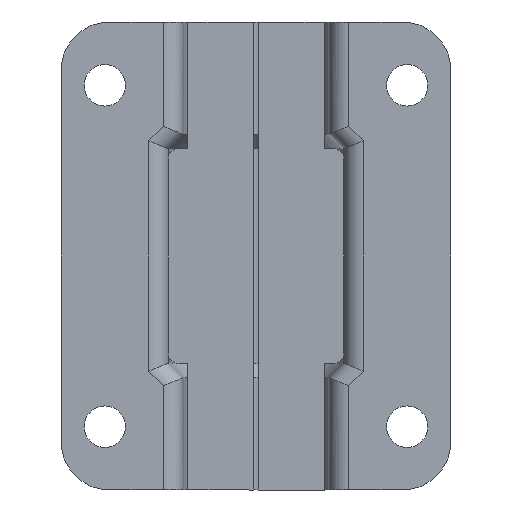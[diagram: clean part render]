
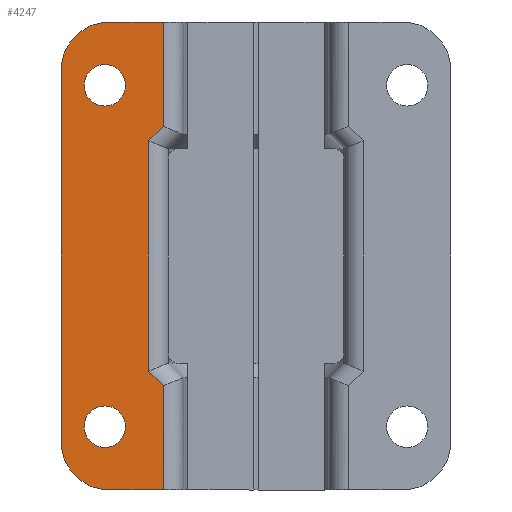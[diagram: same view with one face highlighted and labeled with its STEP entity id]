
A CAD part, front view. The second image highlights one B-rep face of the part: STEP entity #4247.
In plain terms, the highlighted planar face has unit normal (0, -1, 0).
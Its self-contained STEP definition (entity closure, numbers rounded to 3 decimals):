
#10 = DIRECTION ( 'NONE',  ( 0., 0., -1. ) ) ;
#21 = VERTEX_POINT ( 'NONE', #1900 ) ;
#102 = DIRECTION ( 'NONE',  ( 0., 0., 1. ) ) ;
#132 = DIRECTION ( 'NONE',  ( 0.707, 0., 0.707 ) ) ;
#165 = AXIS2_PLACEMENT_3D ( 'NONE', #1167, #3739, #3299 ) ;
#263 = DIRECTION ( 'NONE',  ( -0.707, 0., 0.707 ) ) ;
#295 = CARTESIAN_POINT ( 'NONE',  ( -17., -22., -48. ) ) ;
#301 = ORIENTED_EDGE ( 'NONE', *, *, #1010, .T. ) ;
#309 = VECTOR ( 'NONE', #102, 1000. ) ;
#340 = DIRECTION ( 'NONE',  ( 1., 0., 0. ) ) ;
#357 = DIRECTION ( 'NONE',  ( 0., -1., 0. ) ) ;
#396 = ORIENTED_EDGE ( 'NONE', *, *, #3742, .T. ) ;
#465 = CARTESIAN_POINT ( 'NONE',  ( -40., -22., -38. ) ) ;
#471 = VERTEX_POINT ( 'NONE', #541 ) ;
#541 = CARTESIAN_POINT ( 'NONE',  ( -19., -22., -26.628 ) ) ;
#557 = CARTESIAN_POINT ( 'NONE',  ( -19., -22., 0. ) ) ;
#583 = CARTESIAN_POINT ( 'NONE',  ( -22.814, -22., 22.814 ) ) ;
#605 = DIRECTION ( 'NONE',  ( -1., 0., 0. ) ) ;
#629 = EDGE_CURVE ( 'NONE', #2024, #2862, #3057, .T. ) ;
#708 = CARTESIAN_POINT ( 'NONE',  ( -22.814, -22., -22.814 ) ) ;
#788 = DIRECTION ( 'NONE',  ( 0., -1., 0. ) ) ;
#812 = CARTESIAN_POINT ( 'NONE',  ( -30., -22., -38. ) ) ;
#917 = LINE ( 'NONE', #465, #2798 ) ;
#965 = VERTEX_POINT ( 'NONE', #3606 ) ;
#973 = EDGE_CURVE ( 'NONE', #3651, #4009, #1388, .T. ) ;
#1005 = LINE ( 'NONE', #557, #309 ) ;
#1010 = EDGE_CURVE ( 'NONE', #3213, #1811, #3408, .T. ) ;
#1020 = AXIS2_PLACEMENT_3D ( 'NONE', #2397, #1050, #605 ) ;
#1028 = LINE ( 'NONE', #583, #2677 ) ;
#1032 = DIRECTION ( 'NONE',  ( -1., 0., 0. ) ) ;
#1050 = DIRECTION ( 'NONE',  ( 0., -1., 0. ) ) ;
#1125 = VECTOR ( 'NONE', #263, 1000. ) ;
#1135 = DIRECTION ( 'NONE',  ( 1., 0., 0. ) ) ;
#1162 = LINE ( 'NONE', #708, #1125 ) ;
#1167 = CARTESIAN_POINT ( 'NONE',  ( -31., -22., -35. ) ) ;
#1246 = CARTESIAN_POINT ( 'NONE',  ( 0., -22., 0. ) ) ;
#1247 = ORIENTED_EDGE ( 'NONE', *, *, #973, .F. ) ;
#1277 = FACE_BOUND ( 'NONE', #2235, .T. ) ;
#1299 = EDGE_LOOP ( 'NONE', ( #2135, #4040 ) ) ;
#1312 = CARTESIAN_POINT ( 'NONE',  ( -30., -22., 48. ) ) ;
#1366 = CARTESIAN_POINT ( 'NONE',  ( -35.25, -22., -35. ) ) ;
#1368 = DIRECTION ( 'NONE',  ( 1., 0., 0. ) ) ;
#1388 = CIRCLE ( 'NONE', #4005, 4.25 ) ;
#1464 = VERTEX_POINT ( 'NONE', #1366 ) ;
#1465 = EDGE_CURVE ( 'NONE', #2862, #3213, #917, .T. ) ;
#1485 = CARTESIAN_POINT ( 'NONE',  ( 17., -22., 48. ) ) ;
#1498 = FACE_OUTER_BOUND ( 'NONE', #3971, .T. ) ;
#1587 = DIRECTION ( 'NONE',  ( 0., -1., 0. ) ) ;
#1692 = PLANE ( 'NONE',  #2181 ) ;
#1717 = CARTESIAN_POINT ( 'NONE',  ( -26.75, -22., 35. ) ) ;
#1780 = CIRCLE ( 'NONE', #165, 4.25 ) ;
#1811 = VERTEX_POINT ( 'NONE', #2361 ) ;
#1815 = VECTOR ( 'NONE', #4226, 1000. ) ;
#1826 = DIRECTION ( 'NONE',  ( 0., -1., 0. ) ) ;
#1876 = VECTOR ( 'NONE', #1937, 1000. ) ;
#1900 = CARTESIAN_POINT ( 'NONE',  ( -22., -22., 23.628 ) ) ;
#1937 = DIRECTION ( 'NONE',  ( 0., 0., 1. ) ) ;
#1938 = CARTESIAN_POINT ( 'NONE',  ( -19., -22., -48. ) ) ;
#1960 = FACE_BOUND ( 'NONE', #1299, .T. ) ;
#1971 = ORIENTED_EDGE ( 'NONE', *, *, #2305, .T. ) ;
#1985 = CARTESIAN_POINT ( 'NONE',  ( -19., -22., 48. ) ) ;
#1993 = DIRECTION ( 'NONE',  ( 1., 0., 0. ) ) ;
#1997 = ORIENTED_EDGE ( 'NONE', *, *, #3857, .T. ) ;
#2024 = VERTEX_POINT ( 'NONE', #1312 ) ;
#2135 = ORIENTED_EDGE ( 'NONE', *, *, #2807, .F. ) ;
#2181 = AXIS2_PLACEMENT_3D ( 'NONE', #1246, #788, #340 ) ;
#2235 = EDGE_LOOP ( 'NONE', ( #1247, #2412 ) ) ;
#2270 = CARTESIAN_POINT ( 'NONE',  ( -31., -22., 35. ) ) ;
#2305 = EDGE_CURVE ( 'NONE', #3298, #2024, #3280, .T. ) ;
#2361 = CARTESIAN_POINT ( 'NONE',  ( -30., -22., -48. ) ) ;
#2372 = CARTESIAN_POINT ( 'NONE',  ( -19., -22., 0. ) ) ;
#2395 = ORIENTED_EDGE ( 'NONE', *, *, #3885, .T. ) ;
#2397 = CARTESIAN_POINT ( 'NONE',  ( -30., -22., 38. ) ) ;
#2412 = ORIENTED_EDGE ( 'NONE', *, *, #2889, .F. ) ;
#2428 = DIRECTION ( 'NONE',  ( 0., -1., 0. ) ) ;
#2478 = CARTESIAN_POINT ( 'NONE',  ( -31., -22., -35. ) ) ;
#2479 = CARTESIAN_POINT ( 'NONE',  ( -22., -22., -23.628 ) ) ;
#2541 = LINE ( 'NONE', #295, #1815 ) ;
#2677 = VECTOR ( 'NONE', #132, 1000. ) ;
#2712 = CARTESIAN_POINT ( 'NONE',  ( -26.75, -22., -35. ) ) ;
#2715 = ORIENTED_EDGE ( 'NONE', *, *, #1465, .T. ) ;
#2798 = VECTOR ( 'NONE', #10, 1000. ) ;
#2807 = EDGE_CURVE ( 'NONE', #3154, #1464, #1780, .T. ) ;
#2818 = LINE ( 'NONE', #2372, #1876 ) ;
#2862 = VERTEX_POINT ( 'NONE', #4324 ) ;
#2880 = AXIS2_PLACEMENT_3D ( 'NONE', #4225, #2428, #1993 ) ;
#2889 = EDGE_CURVE ( 'NONE', #4009, #3651, #4124, .T. ) ;
#2978 = ORIENTED_EDGE ( 'NONE', *, *, #4008, .T. ) ;
#3014 = AXIS2_PLACEMENT_3D ( 'NONE', #2478, #1587, #1135 ) ;
#3057 = CIRCLE ( 'NONE', #1020, 10. ) ;
#3060 = DIRECTION ( 'NONE',  ( 0., 0., 1. ) ) ;
#3123 = EDGE_CURVE ( 'NONE', #1464, #3154, #4136, .T. ) ;
#3148 = VERTEX_POINT ( 'NONE', #1938 ) ;
#3154 = VERTEX_POINT ( 'NONE', #2712 ) ;
#3208 = EDGE_CURVE ( 'NONE', #471, #4252, #1162, .T. ) ;
#3213 = VERTEX_POINT ( 'NONE', #3735 ) ;
#3280 = LINE ( 'NONE', #1485, #3416 ) ;
#3298 = VERTEX_POINT ( 'NONE', #1985 ) ;
#3299 = DIRECTION ( 'NONE',  ( 1., 0., 0. ) ) ;
#3322 = CARTESIAN_POINT ( 'NONE',  ( -35.25, -22., 35. ) ) ;
#3356 = VECTOR ( 'NONE', #3060, 1000. ) ;
#3408 = CIRCLE ( 'NONE', #4180, 10. ) ;
#3416 = VECTOR ( 'NONE', #1032, 1000. ) ;
#3489 = ORIENTED_EDGE ( 'NONE', *, *, #629, .T. ) ;
#3513 = CARTESIAN_POINT ( 'NONE',  ( -22., -22., 0. ) ) ;
#3603 = EDGE_CURVE ( 'NONE', #965, #3298, #2818, .T. ) ;
#3606 = CARTESIAN_POINT ( 'NONE',  ( -19., -22., 26.628 ) ) ;
#3651 = VERTEX_POINT ( 'NONE', #1717 ) ;
#3735 = CARTESIAN_POINT ( 'NONE',  ( -40., -22., -38. ) ) ;
#3739 = DIRECTION ( 'NONE',  ( 0., -1., 0. ) ) ;
#3742 = EDGE_CURVE ( 'NONE', #3148, #471, #1005, .T. ) ;
#3857 = EDGE_CURVE ( 'NONE', #21, #965, #1028, .T. ) ;
#3885 = EDGE_CURVE ( 'NONE', #4252, #21, #3958, .T. ) ;
#3958 = LINE ( 'NONE', #3513, #3356 ) ;
#3971 = EDGE_LOOP ( 'NONE', ( #2978, #396, #4258, #2395, #1997, #4265, #1971, #3489, #2715, #301 ) ) ;
#4005 = AXIS2_PLACEMENT_3D ( 'NONE', #2270, #1826, #1368 ) ;
#4008 = EDGE_CURVE ( 'NONE', #1811, #3148, #2541, .T. ) ;
#4009 = VERTEX_POINT ( 'NONE', #3322 ) ;
#4040 = ORIENTED_EDGE ( 'NONE', *, *, #3123, .F. ) ;
#4124 = CIRCLE ( 'NONE', #2880, 4.25 ) ;
#4136 = CIRCLE ( 'NONE', #3014, 4.25 ) ;
#4180 = AXIS2_PLACEMENT_3D ( 'NONE', #812, #357, #4291 ) ;
#4225 = CARTESIAN_POINT ( 'NONE',  ( -31., -22., 35. ) ) ;
#4226 = DIRECTION ( 'NONE',  ( 1., 0., 0. ) ) ;
#4247 = ADVANCED_FACE ( 'NONE', ( #1498, #1277, #1960 ), #1692, .T. ) ;
#4252 = VERTEX_POINT ( 'NONE', #2479 ) ;
#4258 = ORIENTED_EDGE ( 'NONE', *, *, #3208, .T. ) ;
#4265 = ORIENTED_EDGE ( 'NONE', *, *, #3603, .T. ) ;
#4291 = DIRECTION ( 'NONE',  ( -1., 0., 0. ) ) ;
#4324 = CARTESIAN_POINT ( 'NONE',  ( -40., -22., 38. ) ) ;
